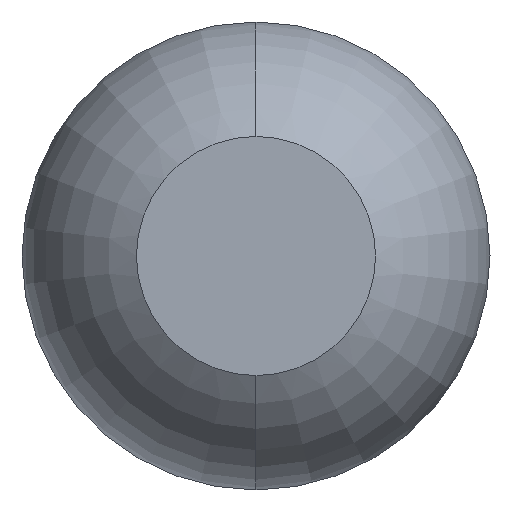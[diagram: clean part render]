
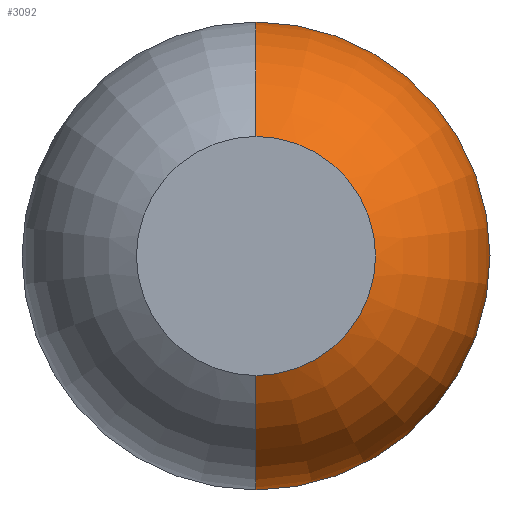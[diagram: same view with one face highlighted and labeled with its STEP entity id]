
A CAD part, front view. The second image highlights one B-rep face of the part: STEP entity #3092.
In plain terms, the highlighted toroidal (fillet/blend) face has major radius 0.035 mm and minor radius 0.65 mm.
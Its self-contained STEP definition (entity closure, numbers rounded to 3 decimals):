
#62 = VERTEX_POINT ( 'NONE', #1350 ) ;
#92 = CARTESIAN_POINT ( 'NONE',  ( 0., -24.431, 0. ) ) ;
#318 = CIRCLE ( 'NONE', #2208, 0.65 ) ;
#404 = CARTESIAN_POINT ( 'NONE',  ( 0., -25., -0.35 ) ) ;
#566 = VERTEX_POINT ( 'NONE', #404 ) ;
#619 = ORIENTED_EDGE ( 'NONE', *, *, #3297, .F. ) ;
#908 = ORIENTED_EDGE ( 'NONE', *, *, #2793, .T. ) ;
#1036 = DIRECTION ( 'NONE',  ( 0., 0., -1. ) ) ;
#1066 = CARTESIAN_POINT ( 'NONE',  ( 0., -24.431, 0. ) ) ;
#1111 = DIRECTION ( 'NONE',  ( 0., 0., -1. ) ) ;
#1125 = DIRECTION ( 'NONE',  ( 1., 0., 0. ) ) ;
#1298 = VERTEX_POINT ( 'NONE', #2321 ) ;
#1350 = CARTESIAN_POINT ( 'NONE',  ( 0., -25., 0.35 ) ) ;
#1397 = DIRECTION ( 'NONE',  ( 0., 0., 1. ) ) ;
#1752 = EDGE_CURVE ( 'Defeature ausgef�hrt1_12+Defeature ausgef�hrt1_4+Defeature ausgef�hrt1_4+Defeature ausgef�hrt1_4', #566, #62, #3765, .T. ) ;
#2024 = CIRCLE ( 'NONE', #3601, 0.685 ) ;
#2072 = AXIS2_PLACEMENT_3D ( 'NONE', #2962, #1125, #1111 ) ;
#2208 = AXIS2_PLACEMENT_3D ( 'NONE', #3248, #2352, #1397 ) ;
#2284 = AXIS2_PLACEMENT_3D ( 'NONE', #1066, #3164, #1036 ) ;
#2321 = CARTESIAN_POINT ( 'NONE',  ( 0., -24.431, 0.685 ) ) ;
#2352 = DIRECTION ( 'NONE',  ( -1., 0., 0. ) ) ;
#2606 = EDGE_LOOP ( 'NONE', ( #3328, #908, #3968, #619 ) ) ;
#2782 = CARTESIAN_POINT ( 'NONE',  ( 0., -24.431, -0.685 ) ) ;
#2793 = EDGE_CURVE ( 'NONE', #1298, #62, #2891, .T. ) ;
#2808 = DIRECTION ( 'NONE',  ( 0., -1., 0. ) ) ;
#2834 = DIRECTION ( 'NONE',  ( 0., 0., -1. ) ) ;
#2891 = CIRCLE ( 'NONE', #2072, 0.65 ) ;
#2962 = CARTESIAN_POINT ( 'NONE',  ( 0., -24.431, 0.035 ) ) ;
#3088 = FACE_OUTER_BOUND ( 'NONE', #2606, .T. ) ;
#3092 = ADVANCED_FACE ( 'Defeature ausgef�hrt1_4', ( #3088 ), #3533, .T. ) ;
#3133 = CARTESIAN_POINT ( 'NONE',  ( 0., -25., 0. ) ) ;
#3164 = DIRECTION ( 'NONE',  ( 0., -1., 0. ) ) ;
#3248 = CARTESIAN_POINT ( 'NONE',  ( 0., -24.431, -0.035 ) ) ;
#3297 = EDGE_CURVE ( 'NONE', #3555, #566, #318, .T. ) ;
#3328 = ORIENTED_EDGE ( 'NONE', *, *, #3609, .T. ) ;
#3492 = DIRECTION ( 'NONE',  ( 0., 0., -1. ) ) ;
#3533 = TOROIDAL_SURFACE ( 'NONE', #2284, 0.035, 0.65 ) ;
#3555 = VERTEX_POINT ( 'NONE', #2782 ) ;
#3601 = AXIS2_PLACEMENT_3D ( 'NONE', #92, #2808, #2834 ) ;
#3609 = EDGE_CURVE ( 'Defeature ausgef�hrt1_4+Defeature ausgef�hrt1_5+Defeature ausgef�hrt1_5+Defeature ausgef�hrt1_5', #3555, #1298, #2024, .T. ) ;
#3765 = CIRCLE ( 'NONE', #3909, 0.35 ) ;
#3779 = DIRECTION ( 'NONE',  ( 0., -1., 0. ) ) ;
#3909 = AXIS2_PLACEMENT_3D ( 'NONE', #3133, #3779, #3492 ) ;
#3968 = ORIENTED_EDGE ( 'NONE', *, *, #1752, .F. ) ;
